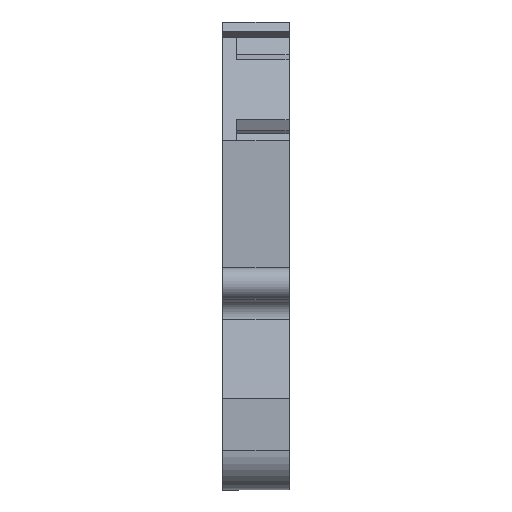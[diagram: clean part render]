
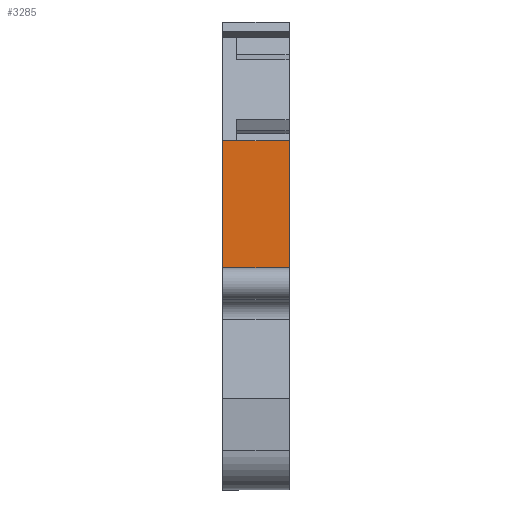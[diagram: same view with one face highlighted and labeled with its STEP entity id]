
A CAD part, left-side view. The second image highlights one B-rep face of the part: STEP entity #3285.
In plain terms, the highlighted planar face has unit normal (-1, 0, 0).
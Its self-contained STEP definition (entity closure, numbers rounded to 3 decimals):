
#569 = CARTESIAN_POINT ( 'NONE',  ( -42.35, -11.9, 16.8 ) ) ;
#584 = VERTEX_POINT ( 'NONE', #3080 ) ;
#1040 = CARTESIAN_POINT ( 'NONE',  ( -42.35, -11.9, 26.4 ) ) ;
#1153 = DIRECTION ( 'NONE',  ( 0., 1., 0. ) ) ;
#1566 = CARTESIAN_POINT ( 'NONE',  ( -42.35, -11.9, 0. ) ) ;
#1686 = AXIS2_PLACEMENT_3D ( 'NONE', #7735, #5554, #1153 ) ;
#1807 = VECTOR ( 'NONE', #3008, 1000. ) ;
#2101 = CARTESIAN_POINT ( 'NONE',  ( -42.35, -9.4, 26.4 ) ) ;
#2425 = VECTOR ( 'NONE', #5770, 1000. ) ;
#2843 = VECTOR ( 'NONE', #4778, 1000. ) ;
#3008 = DIRECTION ( 'NONE',  ( 0., 0., -1. ) ) ;
#3080 = CARTESIAN_POINT ( 'NONE',  ( -42.35, -6.9, 16.8 ) ) ;
#3270 = EDGE_CURVE ( 'NONE', #4388, #584, #3788, .T. ) ;
#3285 = ADVANCED_FACE ( 'NONE', ( #7214 ), #4816, .T. ) ;
#3342 = DIRECTION ( 'NONE',  ( 0., 0., -1. ) ) ;
#3788 = LINE ( 'NONE', #6998, #9183 ) ;
#4173 = ORIENTED_EDGE ( 'NONE', *, *, #4180, .F. ) ;
#4180 = EDGE_CURVE ( 'NONE', #6597, #584, #5729, .T. ) ;
#4366 = LINE ( 'NONE', #2101, #2425 ) ;
#4388 = VERTEX_POINT ( 'NONE', #7610 ) ;
#4778 = DIRECTION ( 'NONE',  ( 0., 1., 0. ) ) ;
#4816 = PLANE ( 'NONE',  #1686 ) ;
#5288 = EDGE_CURVE ( 'NONE', #7724, #6597, #7430, .T. ) ;
#5554 = DIRECTION ( 'NONE',  ( -1., 0., 0. ) ) ;
#5729 = LINE ( 'NONE', #7017, #2843 ) ;
#5770 = DIRECTION ( 'NONE',  ( 0., 1., 0. ) ) ;
#6180 = EDGE_LOOP ( 'NONE', ( #8519, #6544, #4173, #9359 ) ) ;
#6544 = ORIENTED_EDGE ( 'NONE', *, *, #3270, .T. ) ;
#6597 = VERTEX_POINT ( 'NONE', #569 ) ;
#6998 = CARTESIAN_POINT ( 'NONE',  ( -42.35, -6.9, 21.6 ) ) ;
#7017 = CARTESIAN_POINT ( 'NONE',  ( -42.35, -9.4, 16.8 ) ) ;
#7214 = FACE_OUTER_BOUND ( 'NONE', #6180, .T. ) ;
#7430 = LINE ( 'NONE', #1566, #1807 ) ;
#7610 = CARTESIAN_POINT ( 'NONE',  ( -42.35, -6.9, 26.4 ) ) ;
#7724 = VERTEX_POINT ( 'NONE', #1040 ) ;
#7735 = CARTESIAN_POINT ( 'NONE',  ( -42.35, -11.9, 26.4 ) ) ;
#8519 = ORIENTED_EDGE ( 'NONE', *, *, #9171, .T. ) ;
#9171 = EDGE_CURVE ( 'NONE', #7724, #4388, #4366, .T. ) ;
#9183 = VECTOR ( 'NONE', #3342, 1000. ) ;
#9359 = ORIENTED_EDGE ( 'NONE', *, *, #5288, .F. ) ;
